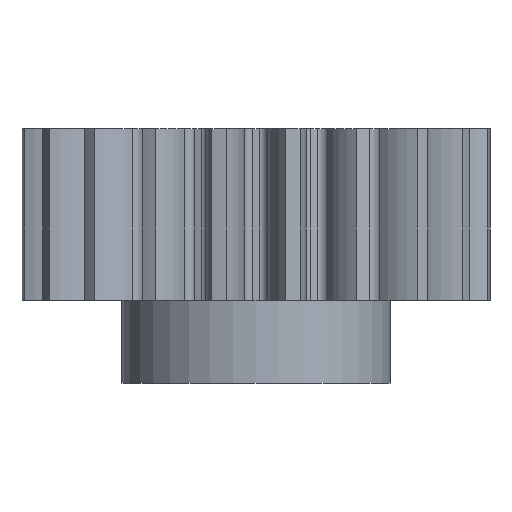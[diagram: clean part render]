
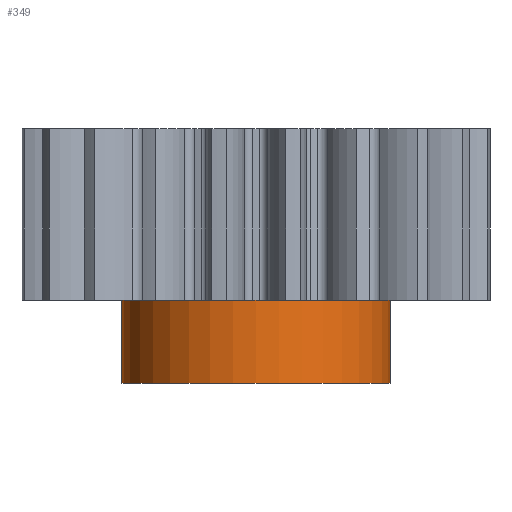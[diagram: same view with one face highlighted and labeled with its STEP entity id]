
A CAD part, front view. The second image highlights one B-rep face of the part: STEP entity #349.
In plain terms, the highlighted cylindrical face has radius 50 mm (diameter 100 mm), a partial arc.
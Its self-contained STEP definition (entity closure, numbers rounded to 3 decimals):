
#31 = AXIS2_PLACEMENT_3D ( 'NONE', #6957, #6958, #6959 ) ;
#178 = LINE ( 'NONE', #4468, #217 ) ;
#217 = VECTOR ( 'NONE', #4472, 1000. ) ;
#349 = ADVANCED_FACE ( 'NONE', ( #4730 ), #4843, .T. ) ;
#461 = ORIENTED_EDGE ( 'NONE', *, *, #3523, .T. ) ;
#765 = ORIENTED_EDGE ( 'NONE', *, *, #3004, .T. ) ;
#1059 = ORIENTED_EDGE ( 'NONE', *, *, #2876, .F. ) ;
#1165 = ORIENTED_EDGE ( 'NONE', *, *, #3007, .T. ) ;
#1628 = CIRCLE ( 'NONE', #31, 50. ) ;
#2043 = VERTEX_POINT ( 'NONE', #5226 ) ;
#2074 = VERTEX_POINT ( 'NONE', #5257 ) ;
#2276 = VERTEX_POINT ( 'NONE', #4346 ) ;
#2339 = EDGE_LOOP ( 'NONE', ( #1059, #765, #1165, #461 ) ) ;
#2342 = VERTEX_POINT ( 'NONE', #4363 ) ;
#2876 = EDGE_CURVE ( 'NONE', #2043, #2276, #178, .T. ) ;
#3004 = EDGE_CURVE ( 'NONE', #2043, #2074, #4226, .T. ) ;
#3007 = EDGE_CURVE ( 'NONE', #2074, #2342, #4225, .T. ) ;
#3523 = EDGE_CURVE ( 'NONE', #2342, #2276, #1628, .T. ) ;
#3844 = AXIS2_PLACEMENT_3D ( 'NONE', #5615, #5627, #5575 ) ;
#3989 = AXIS2_PLACEMENT_3D ( 'NONE', #5309, #5310, #5311 ) ;
#4225 = LINE ( 'NONE', #5307, #4229 ) ;
#4226 = CIRCLE ( 'NONE', #3989, 50. ) ;
#4229 = VECTOR ( 'NONE', #5313, 1000. ) ;
#4346 = CARTESIAN_POINT ( 'NONE',  ( -50., 0., 0. ) ) ;
#4363 = CARTESIAN_POINT ( 'NONE',  ( 50., 0., 0. ) ) ;
#4468 = CARTESIAN_POINT ( 'NONE',  ( -50., 0., -95. ) ) ;
#4472 = DIRECTION ( 'NONE',  ( 0., 0., 1. ) ) ;
#4730 = FACE_OUTER_BOUND ( 'NONE', #2339, .T. ) ;
#4843 = CYLINDRICAL_SURFACE ( 'NONE', #3844, 50. ) ;
#5226 = CARTESIAN_POINT ( 'NONE',  ( -50., 0., -31. ) ) ;
#5257 = CARTESIAN_POINT ( 'NONE',  ( 50., 0., -31. ) ) ;
#5307 = CARTESIAN_POINT ( 'NONE',  ( 50., 0., -95. ) ) ;
#5309 = CARTESIAN_POINT ( 'NONE',  ( 0., 0., -31. ) ) ;
#5310 = DIRECTION ( 'NONE',  ( 0., 0., 1. ) ) ;
#5311 = DIRECTION ( 'NONE',  ( -1., 0., 0. ) ) ;
#5313 = DIRECTION ( 'NONE',  ( 0., 0., 1. ) ) ;
#5575 = DIRECTION ( 'NONE',  ( 1., 0., 0. ) ) ;
#5615 = CARTESIAN_POINT ( 'NONE',  ( 0., 0., -95. ) ) ;
#5627 = DIRECTION ( 'NONE',  ( 0., 0., 1. ) ) ;
#6957 = CARTESIAN_POINT ( 'NONE',  ( 0., 0., 0. ) ) ;
#6958 = DIRECTION ( 'NONE',  ( 0., 0., -1. ) ) ;
#6959 = DIRECTION ( 'NONE',  ( 1., 0., 0. ) ) ;
